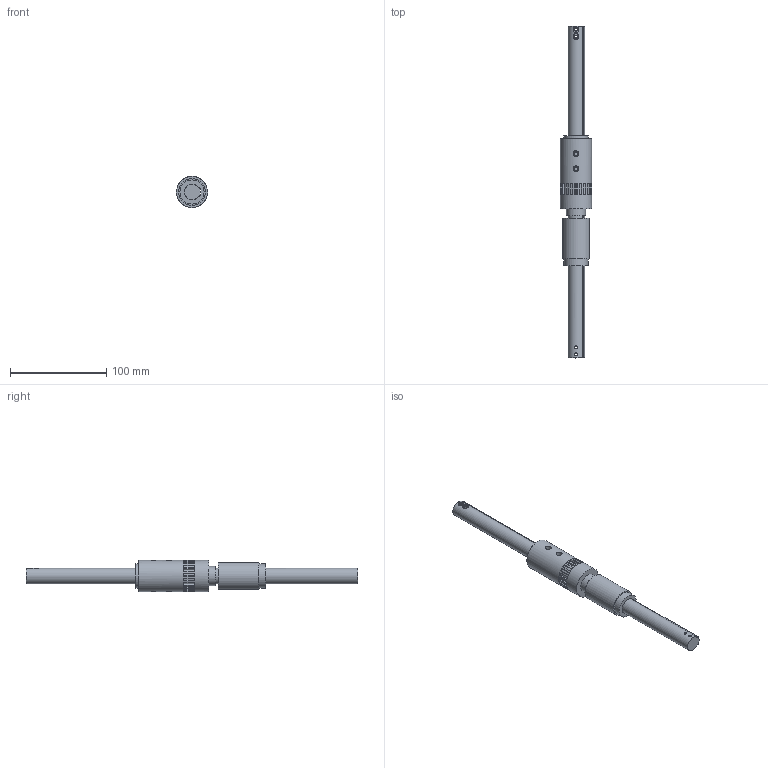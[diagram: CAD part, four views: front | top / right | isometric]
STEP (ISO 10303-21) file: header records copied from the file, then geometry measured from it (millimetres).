
FILE_DESCRIPTION(/* description */ (''),/* implementation_level */ '2;1');
FILE_NAME(/* name */ 'Assembly_axle.step',/* time_stamp */ '2024-03-25T14:22:47+01:00',/* author */ (''),/* organization */ (''),/* preprocessor_version */ 'ST-DEVELOPER v20',/* originating_system */ 'Autodesk Translation Framework v12.20.1.177',/* authorisation */ '');
FILE_SCHEMA (('AUTOMOTIVE_DESIGN { 1 0 10303 214 3 1 1 }'));
Length unit declared in the file: millimetre
Products named in the file (4): (Unsaved); terminal_organ1 v1; axle v1; gear_wheel6 v1
Assembly tree (3 placements, depth 2):
  (Unsaved)
    terminal_organ1 v1
    axle v1
    gear_wheel6 v1
Bounding box: 32.37 x 345 x 32.37 mm (x, y, z)
Volume: 131331.2 mm3; surface area: 42515.2 mm2
Topology: 3 solids, 3 shells, 162 faces, 392 edges, 268 vertices
Faces by surface type: plane 110, cylinder 52
Full cylindrical faces by diameter (mm): 3 x6, 3.5 x4, 5 x1, 6 x6, 20 x1, 21 x1, 25 x2, 28 x1, 32.37 x1
Entity records: 5568 total; most frequent: CARTESIAN_POINT 1521, DIRECTION 818, ORIENTED_EDGE 784, EDGE_CURVE 392, AXIS2_PLACEMENT_3D 297, VERTEX_POINT 268, LINE 224, VECTOR 224
